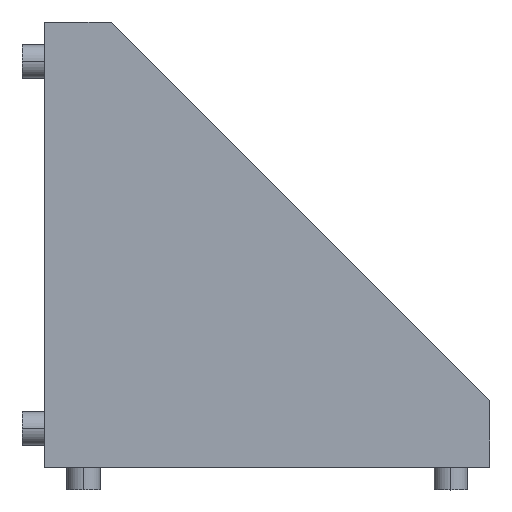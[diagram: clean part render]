
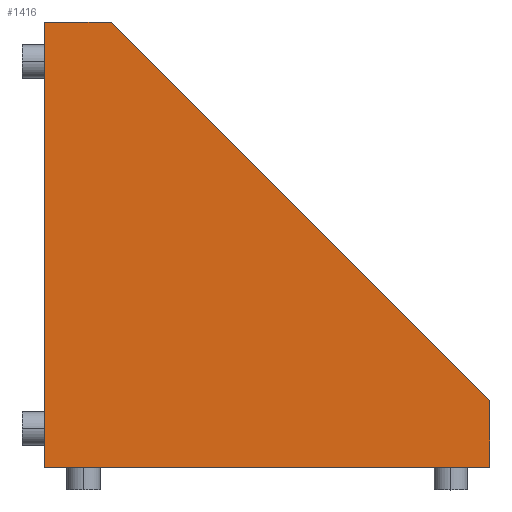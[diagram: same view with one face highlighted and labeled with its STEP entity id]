
A CAD part, top view. The second image highlights one B-rep face of the part: STEP entity #1416.
In plain terms, the highlighted planar face has unit normal (0, 0, 1).
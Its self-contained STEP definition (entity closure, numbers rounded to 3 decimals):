
#88 = CARTESIAN_POINT ( 'NONE',  ( 20., 3., 0. ) ) ;
#125 = CARTESIAN_POINT ( 'NONE',  ( 0., 20., 0. ) ) ;
#137 = DIRECTION ( 'NONE',  ( 0., 0., 1. ) ) ;
#149 = CARTESIAN_POINT ( 'NONE',  ( 0., 0., 0. ) ) ;
#150 = VECTOR ( 'NONE', #1259, 1000. ) ;
#166 = CARTESIAN_POINT ( 'NONE',  ( 3., 20., 0. ) ) ;
#192 = ORIENTED_EDGE ( 'NONE', *, *, #1232, .T. ) ;
#208 = VERTEX_POINT ( 'NONE', #553 ) ;
#252 = ORIENTED_EDGE ( 'NONE', *, *, #1467, .T. ) ;
#263 = DIRECTION ( 'NONE',  ( 1., 0., 0. ) ) ;
#331 = EDGE_LOOP ( 'NONE', ( #252, #1513, #936, #192, #735 ) ) ;
#353 = CARTESIAN_POINT ( 'NONE',  ( 20., 3., 0. ) ) ;
#369 = LINE ( 'NONE', #547, #150 ) ;
#499 = VECTOR ( 'NONE', #1207, 1000. ) ;
#509 = LINE ( 'NONE', #125, #1443 ) ;
#547 = CARTESIAN_POINT ( 'NONE',  ( 20., 0., 0. ) ) ;
#550 = VECTOR ( 'NONE', #263, 1000. ) ;
#553 = CARTESIAN_POINT ( 'NONE',  ( 0., 0., 0. ) ) ;
#735 = ORIENTED_EDGE ( 'NONE', *, *, #1474, .T. ) ;
#737 = EDGE_CURVE ( 'NONE', #966, #208, #509, .T. ) ;
#738 = CARTESIAN_POINT ( 'NONE',  ( 3., 20., 0. ) ) ;
#764 = DIRECTION ( 'NONE',  ( 1., 0., 0. ) ) ;
#855 = LINE ( 'NONE', #738, #499 ) ;
#896 = VECTOR ( 'NONE', #1327, 1000. ) ;
#936 = ORIENTED_EDGE ( 'NONE', *, *, #1430, .T. ) ;
#966 = VERTEX_POINT ( 'NONE', #1131 ) ;
#976 = DIRECTION ( 'NONE',  ( 0., -1., 0. ) ) ;
#1096 = VERTEX_POINT ( 'NONE', #88 ) ;
#1105 = VERTEX_POINT ( 'NONE', #1538 ) ;
#1111 = PLANE ( 'NONE',  #1512 ) ;
#1126 = FACE_OUTER_BOUND ( 'NONE', #331, .T. ) ;
#1131 = CARTESIAN_POINT ( 'NONE',  ( 0., 20., 0. ) ) ;
#1207 = DIRECTION ( 'NONE',  ( -1., 0., 0. ) ) ;
#1232 = EDGE_CURVE ( 'NONE', #1105, #1096, #369, .T. ) ;
#1259 = DIRECTION ( 'NONE',  ( 0., 1., 0. ) ) ;
#1327 = DIRECTION ( 'NONE',  ( -0.707, 0.707, 0. ) ) ;
#1343 = LINE ( 'NONE', #149, #550 ) ;
#1416 = ADVANCED_FACE ( 'NONE', ( #1126 ), #1111, .T. ) ;
#1423 = LINE ( 'NONE', #353, #896 ) ;
#1430 = EDGE_CURVE ( 'NONE', #208, #1105, #1343, .T. ) ;
#1443 = VECTOR ( 'NONE', #976, 1000. ) ;
#1467 = EDGE_CURVE ( 'NONE', #1500, #966, #855, .T. ) ;
#1472 = CARTESIAN_POINT ( 'NONE',  ( 0., 0., 0. ) ) ;
#1474 = EDGE_CURVE ( 'NONE', #1096, #1500, #1423, .T. ) ;
#1500 = VERTEX_POINT ( 'NONE', #166 ) ;
#1512 = AXIS2_PLACEMENT_3D ( 'NONE', #1472, #137, #764 ) ;
#1513 = ORIENTED_EDGE ( 'NONE', *, *, #737, .T. ) ;
#1538 = CARTESIAN_POINT ( 'NONE',  ( 20., 0., 0. ) ) ;
